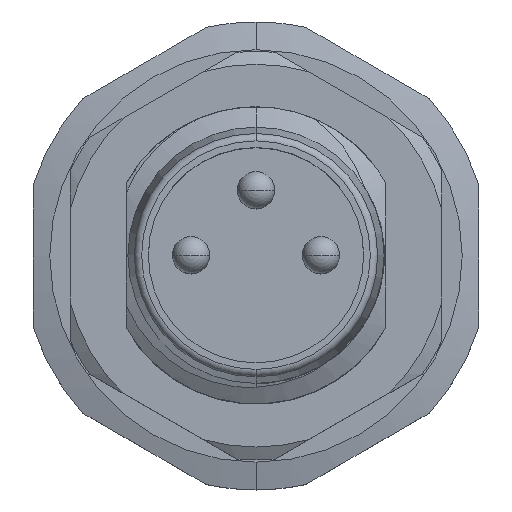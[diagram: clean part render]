
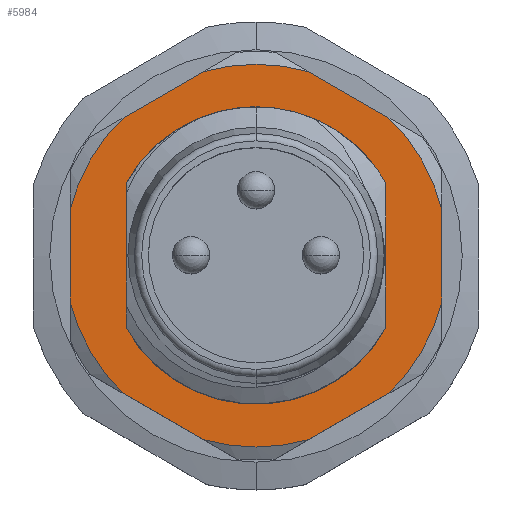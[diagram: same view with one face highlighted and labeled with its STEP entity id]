
A CAD part, top view. The second image highlights one B-rep face of the part: STEP entity #5984.
In plain terms, the highlighted planar face has unit normal (0, 0, 1).
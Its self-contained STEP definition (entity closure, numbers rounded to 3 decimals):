
#1171=CARTESIAN_POINT('',(0.,0.,-7.6));
#1172=DIRECTION('',(0.,0.,-1.));
#1173=DIRECTION('',(-0.875,0.484,0.));
#1174=AXIS2_PLACEMENT_3D('',#1171,#1172,#1173);
#1416=DIRECTION('',(0.,1.,0.));
#1417=VECTOR('',#1416,3.648);
#1418=CARTESIAN_POINT('',(-3.5,-1.712,-7.6));
#1419=LINE('',#1418,#1417);
#1639=CARTESIAN_POINT('',(3.082,1.57,-7.6));
#1640=CARTESIAN_POINT('',(3.137,1.462,-7.6));
#1641=CARTESIAN_POINT('',(3.235,1.242,-7.6));
#1642=CARTESIAN_POINT('',(3.347,0.897,-7.6));
#1643=CARTESIAN_POINT('',(3.422,0.542,-7.6));
#1644=CARTESIAN_POINT('',(3.46,0.181,-7.6));
#1645=CARTESIAN_POINT('',(3.46,-0.181,-7.6));
#1646=CARTESIAN_POINT('',(3.422,-0.543,-7.6));
#1647=CARTESIAN_POINT('',(3.347,-0.897,-7.6));
#1648=CARTESIAN_POINT('',(3.235,-1.242,-7.6));
#1649=CARTESIAN_POINT('',(3.087,-1.574,-7.6));
#1650=CARTESIAN_POINT('',(2.906,-1.887,-7.6));
#1651=CARTESIAN_POINT('',(2.692,-2.181,-7.6));
#1652=CARTESIAN_POINT('',(2.45,-2.451,-7.6));
#1653=CARTESIAN_POINT('',(2.18,-2.693,-7.6));
#1654=CARTESIAN_POINT('',(1.887,-2.906,-7.6));
#1655=CARTESIAN_POINT('',(1.678,-3.027,-7.6));
#1656=CARTESIAN_POINT('',(1.57,-3.082,-7.6));
#1774=DIRECTION('',(-0.866,0.5,0.));
#1775=VECTOR('',#1774,2.498);
#1776=CARTESIAN_POINT('',(3.581,3.706,-7.6));
#1777=LINE('',#1776,#1775);
#1778=CARTESIAN_POINT('',(0.,0.,-7.6));
#1779=DIRECTION('',(0.,0.,-1.));
#1780=DIRECTION('',(0.695,0.719,0.));
#1781=AXIS2_PLACEMENT_3D('',#1778,#1779,#1780);
#1783=DIRECTION('',(0.,1.,0.));
#1784=VECTOR('',#1783,2.498);
#1785=CARTESIAN_POINT('',(5.,-1.249,-7.6));
#1786=LINE('',#1785,#1784);
#1787=CARTESIAN_POINT('',(0.,0.,-7.6));
#1788=DIRECTION('',(0.,0.,-1.));
#1789=DIRECTION('',(0.97,-0.242,0.));
#1790=AXIS2_PLACEMENT_3D('',#1787,#1788,#1789);
#1792=DIRECTION('',(0.866,0.5,0.));
#1793=VECTOR('',#1792,2.498);
#1794=CARTESIAN_POINT('',(1.419,-4.955,-7.6));
#1795=LINE('',#1794,#1793);
#1796=DIRECTION('',(0.866,-0.5,0.));
#1797=VECTOR('',#1796,2.498);
#1798=CARTESIAN_POINT('',(-3.581,-3.706,-7.6));
#1799=LINE('',#1798,#1797);
#1800=CARTESIAN_POINT('',(0.,0.,-7.6));
#1801=DIRECTION('',(0.,0.,-1.));
#1802=DIRECTION('',(-0.695,-0.719,0.));
#1803=AXIS2_PLACEMENT_3D('',#1800,#1801,#1802);
#1805=DIRECTION('',(0.,-1.,0.));
#1806=VECTOR('',#1805,2.498);
#1807=CARTESIAN_POINT('',(-5.,1.249,-7.6));
#1808=LINE('',#1807,#1806);
#1809=CARTESIAN_POINT('',(0.,0.,-7.6));
#1810=DIRECTION('',(0.,0.,-1.));
#1811=DIRECTION('',(-0.97,0.242,0.));
#1812=AXIS2_PLACEMENT_3D('',#1809,#1810,#1811);
#1814=DIRECTION('',(-0.866,-0.5,0.));
#1815=VECTOR('',#1814,2.498);
#1816=CARTESIAN_POINT('',(-1.419,4.955,-7.6));
#1817=LINE('',#1816,#1815);
#1818=CARTESIAN_POINT('',(1.57,-3.082,-7.6));
#1819=CARTESIAN_POINT('',(1.464,-3.147,-7.6));
#1820=CARTESIAN_POINT('',(1.245,-3.266,-7.6));
#1821=CARTESIAN_POINT('',(0.896,-3.409,-7.6));
#1822=CARTESIAN_POINT('',(0.533,-3.514,-7.6));
#1823=CARTESIAN_POINT('',(0.156,-3.58,-7.6));
#1824=CARTESIAN_POINT('',(-0.226,-3.606,-7.6));
#1825=CARTESIAN_POINT('',(-0.612,-3.59,-7.6));
#1826=CARTESIAN_POINT('',(-0.997,-3.533,-7.6));
#1827=CARTESIAN_POINT('',(-1.374,-3.436,-7.6));
#1828=CARTESIAN_POINT('',(-1.743,-3.297,-7.6));
#1829=CARTESIAN_POINT('',(-2.096,-3.12,-7.6));
#1830=CARTESIAN_POINT('',(-2.431,-2.905,-7.6));
#1831=CARTESIAN_POINT('',(-2.743,-2.654,-7.6));
#1832=CARTESIAN_POINT('',(-3.028,-2.371,-7.6));
#1833=CARTESIAN_POINT('',(-3.284,-2.056,-7.6));
#1834=CARTESIAN_POINT('',(-3.432,-1.83,-7.6));
#1835=CARTESIAN_POINT('',(-3.5,-1.712,-7.6));
#2063=CARTESIAN_POINT('',(-3.042,2.598,-7.6));
#2064=CARTESIAN_POINT('',(-2.946,2.695,-7.6));
#2065=CARTESIAN_POINT('',(-2.748,2.878,-7.6));
#2066=CARTESIAN_POINT('',(-2.423,3.12,-7.6));
#2067=CARTESIAN_POINT('',(-2.078,3.327,-7.6));
#2068=CARTESIAN_POINT('',(-1.715,3.496,-7.6));
#2069=CARTESIAN_POINT('',(-1.34,3.627,-7.6));
#2070=CARTESIAN_POINT('',(-0.953,3.718,-7.6));
#2071=CARTESIAN_POINT('',(-0.564,3.768,-7.6));
#2072=CARTESIAN_POINT('',(-0.172,3.777,-7.6));
#2073=CARTESIAN_POINT('',(0.217,3.746,-7.6));
#2074=CARTESIAN_POINT('',(0.596,3.676,-7.6));
#2075=CARTESIAN_POINT('',(0.967,3.567,-7.6));
#2076=CARTESIAN_POINT('',(1.319,3.421,-7.6));
#2077=CARTESIAN_POINT('',(1.655,3.24,-7.6));
#2078=CARTESIAN_POINT('',(1.966,3.027,-7.6));
#2079=CARTESIAN_POINT('',(2.253,2.784,-7.6));
#2080=CARTESIAN_POINT('',(2.511,2.513,-7.6));
#2081=CARTESIAN_POINT('',(2.737,2.219,-7.6));
#2082=CARTESIAN_POINT('',(2.93,1.903,-7.6));
#2083=CARTESIAN_POINT('',(3.035,1.683,-7.6));
#2084=CARTESIAN_POINT('',(3.082,1.57,-7.6));
#3120=CARTESIAN_POINT('',(-5.,-1.249,-7.6));
#3154=CARTESIAN_POINT('',(-1.419,4.955,-7.6));
#3166=CARTESIAN_POINT('',(-3.581,3.706,-7.6));
#3202=CARTESIAN_POINT('',(1.419,4.955,-7.6));
#3248=CARTESIAN_POINT('',(5.,1.249,-7.6));
#3282=CARTESIAN_POINT('',(1.419,-4.955,-7.6));
#3294=CARTESIAN_POINT('',(3.581,-3.706,-7.6));
#3330=CARTESIAN_POINT('',(-1.419,-4.955,-7.6));
#3346=CARTESIAN_POINT('',(0.,0.,-7.6));
#3347=DIRECTION('',(0.,0.,1.));
#3348=DIRECTION('',(0.275,0.961,0.));
#3349=AXIS2_PLACEMENT_3D('',#3346,#3347,#3348);
#3361=CARTESIAN_POINT('',(0.,0.,-7.6));
#3362=DIRECTION('',(0.,0.,1.));
#3363=DIRECTION('',(-0.275,-0.961,0.));
#3364=AXIS2_PLACEMENT_3D('',#3361,#3362,#3363);
#3628=CARTESIAN_POINT('',(-3.5,1.936,-7.6));
#3629=CARTESIAN_POINT('',(-3.042,2.598,-7.6));
#3630=VERTEX_POINT('',#3628);
#3631=VERTEX_POINT('',#3629);
#3640=CARTESIAN_POINT('',(-3.5,-1.712,-7.6));
#3641=VERTEX_POINT('',#3640);
#3642=VERTEX_POINT('',#2084);
#3643=VERTEX_POINT('',#1818);
#3660=VERTEX_POINT('',#3202);
#3664=VERTEX_POINT('',#3166);
#3672=VERTEX_POINT('',#3120);
#3680=VERTEX_POINT('',#3330);
#3684=VERTEX_POINT('',#3294);
#3690=VERTEX_POINT('',#3248);
#3707=CARTESIAN_POINT('',(3.581,3.706,-7.6));
#3708=VERTEX_POINT('',#3707);
#3709=CARTESIAN_POINT('',(5.,-1.249,-7.6));
#3710=VERTEX_POINT('',#3709);
#3711=CARTESIAN_POINT('',(-3.581,-3.706,-7.6));
#3712=VERTEX_POINT('',#3711);
#3713=CARTESIAN_POINT('',(-5.,1.249,-7.6));
#3714=VERTEX_POINT('',#3713);
#3716=VERTEX_POINT('',#3154);
#3718=VERTEX_POINT('',#3282);
#5944=CARTESIAN_POINT('',(0.,0.,-7.6));
#5945=DIRECTION('',(0.,0.,1.));
#5946=DIRECTION('',(1.,0.,0.));
#5947=AXIS2_PLACEMENT_3D('',#5944,#5945,#5946);
#5948=PLANE('',#5947);
#5950=ORIENTED_EDGE('',*,*,#5949,.F.);
#5952=ORIENTED_EDGE('',*,*,#5951,.F.);
#5954=ORIENTED_EDGE('',*,*,#5953,.T.);
#5956=ORIENTED_EDGE('',*,*,#5955,.F.);
#5958=ORIENTED_EDGE('',*,*,#5957,.T.);
#5960=ORIENTED_EDGE('',*,*,#5959,.F.);
#5962=ORIENTED_EDGE('',*,*,#5961,.F.);
#5964=ORIENTED_EDGE('',*,*,#5963,.F.);
#5966=ORIENTED_EDGE('',*,*,#5965,.T.);
#5968=ORIENTED_EDGE('',*,*,#5967,.F.);
#5970=ORIENTED_EDGE('',*,*,#5969,.T.);
#5972=ORIENTED_EDGE('',*,*,#5971,.F.);
#5973=EDGE_LOOP('',(#5950,#5952,#5954,#5956,#5958,#5960,#5962,#5964,#5966,#5968,
#5970,#5972));
#5974=FACE_OUTER_BOUND('',#5973,.F.);
#5975=ORIENTED_EDGE('',*,*,#4671,.F.);
#5976=ORIENTED_EDGE('',*,*,#4802,.F.);
#5978=ORIENTED_EDGE('',*,*,#5977,.F.);
#5979=ORIENTED_EDGE('',*,*,#5656,.F.);
#5981=ORIENTED_EDGE('',*,*,#5980,.F.);
#5982=EDGE_LOOP('',(#5975,#5976,#5978,#5979,#5981));
#5983=FACE_BOUND('',#5982,.F.);
#1175=CIRCLE('',#1174,4.);
#1657=B_SPLINE_CURVE_WITH_KNOTS('',3,(#1639,#1640,#1641,#1642,#1643,#1644,#1645,
#1646,#1647,#1648,#1649,#1650,#1651,#1652,#1653,#1654,#1655,#1656),
.UNSPECIFIED.,.F.,.F.,(4,1,1,1,1,1,1,1,1,1,1,1,1,1,1,4),(0.,0.067,
0.133,0.2,0.267,0.333,0.4,
0.467,0.533,0.6,0.667,0.733,
0.8,0.867,0.933,1.),.UNSPECIFIED.);
#1782=CIRCLE('',#1781,5.154);
#1791=CIRCLE('',#1790,5.154);
#1804=CIRCLE('',#1803,5.154);
#1813=CIRCLE('',#1812,5.154);
#1836=B_SPLINE_CURVE_WITH_KNOTS('',3,(#1818,#1819,#1820,#1821,#1822,#1823,#1824,
#1825,#1826,#1827,#1828,#1829,#1830,#1831,#1832,#1833,#1834,#1835),
.UNSPECIFIED.,.F.,.F.,(4,1,1,1,1,1,1,1,1,1,1,1,1,1,1,4),(0.,0.067,
0.133,0.2,0.267,0.333,0.4,
0.467,0.533,0.6,0.667,0.733,
0.8,0.867,0.933,1.),.UNSPECIFIED.);
#2085=B_SPLINE_CURVE_WITH_KNOTS('',3,(#2063,#2064,#2065,#2066,#2067,#2068,#2069,
#2070,#2071,#2072,#2073,#2074,#2075,#2076,#2077,#2078,#2079,#2080,#2081,#2082,
#2083,#2084),.UNSPECIFIED.,.F.,.F.,(4,1,1,1,1,1,1,1,1,1,1,1,1,1,1,1,1,1,1,4),(
0.,0.053,0.105,0.158,0.211,
0.263,0.316,0.368,0.421,
0.474,0.526,0.579,0.632,
0.684,0.737,0.789,0.842,
0.895,0.947,1.),.UNSPECIFIED.);
#3350=CIRCLE('',#3349,5.154);
#3365=CIRCLE('',#3364,5.154);
#4671=EDGE_CURVE('',#3630,#3631,#1175,.T.);
#4802=EDGE_CURVE('',#3641,#3630,#1419,.T.);
#5656=EDGE_CURVE('',#3642,#3643,#1657,.T.);
#5949=EDGE_CURVE('',#3660,#3716,#3350,.T.);
#5951=EDGE_CURVE('',#3708,#3660,#1777,.T.);
#5953=EDGE_CURVE('',#3708,#3690,#1782,.T.);
#5955=EDGE_CURVE('',#3710,#3690,#1786,.T.);
#5957=EDGE_CURVE('',#3710,#3684,#1791,.T.);
#5959=EDGE_CURVE('',#3718,#3684,#1795,.T.);
#5961=EDGE_CURVE('',#3680,#3718,#3365,.T.);
#5963=EDGE_CURVE('',#3712,#3680,#1799,.T.);
#5965=EDGE_CURVE('',#3712,#3672,#1804,.T.);
#5967=EDGE_CURVE('',#3714,#3672,#1808,.T.);
#5969=EDGE_CURVE('',#3714,#3664,#1813,.T.);
#5971=EDGE_CURVE('',#3716,#3664,#1817,.T.);
#5977=EDGE_CURVE('',#3643,#3641,#1836,.T.);
#5980=EDGE_CURVE('',#3631,#3642,#2085,.T.);
#5984=ADVANCED_FACE('',(#5974,#5983),#5948,.T.);
